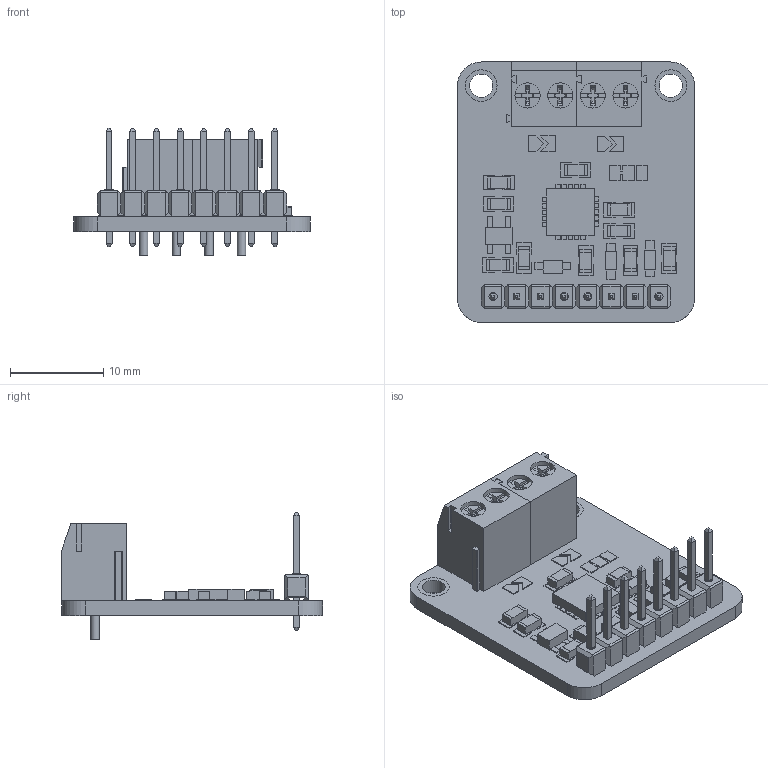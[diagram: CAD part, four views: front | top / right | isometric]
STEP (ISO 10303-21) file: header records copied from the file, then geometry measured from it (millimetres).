
FILE_DESCRIPTION(/* description */ ('Unknown'),/* implementation_level */ '2;1');
FILE_NAME(/* name */ 'MAX31865',/* time_stamp */ '2019-10-17T11:28:05+02:00',/* author */ ('Unknown'),/* organization */ ('Unknown'),/* preprocessor_version */ 'ST-DEVELOPER v16.7',/* originating_system */ 'DEX',/* authorisation */ $);
FILE_SCHEMA (('AUTOMOTIVE_DESIGN {1 0 10303 214 3 1 1}'));
Length unit declared in the file: millimetre
Products named in the file (4): MAX31865; plytka; Pin Header 1x4 TH Pitch 2.54mm; TE_1776275-2
Assembly tree (5 placements, depth 2):
  MAX31865
    plytka
    Pin Header 1x4 TH Pitch 2.54mm  x2
    TE_1776275-2  x2
Bounding box: 25.4 x 27.98 x 13.69 mm (x, y, z)
Volume: 2030 mm3; surface area: 3181.6 mm2
Topology: 5 solids, 5 shells, 1063 faces, 2856 edges, 1860 vertices
Faces by surface type: plane 945, cylinder 110, bspline 8
Full cylindrical faces by diameter (mm): 0.9 x4, 1.016 x8, 1.422 x4, 1.8 x16, 2 x4, 2.4 x8, 2.489 x2, 2.7 x4, 3.4 x4
Entity records: 29000 total; most frequent: CARTESIAN_POINT 4294, ORIENTED_EDGE 4006, DIRECTION 3719, EDGE_CURVE 2003, LINE 1805, VECTOR 1805, VERTEX_POINT 1340, AXIS2_PLACEMENT_3D 957
